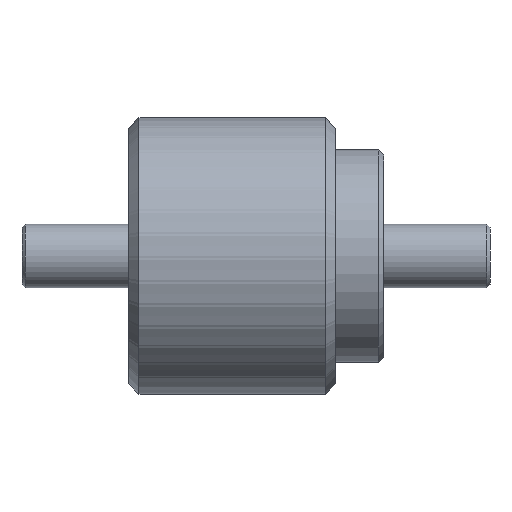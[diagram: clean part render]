
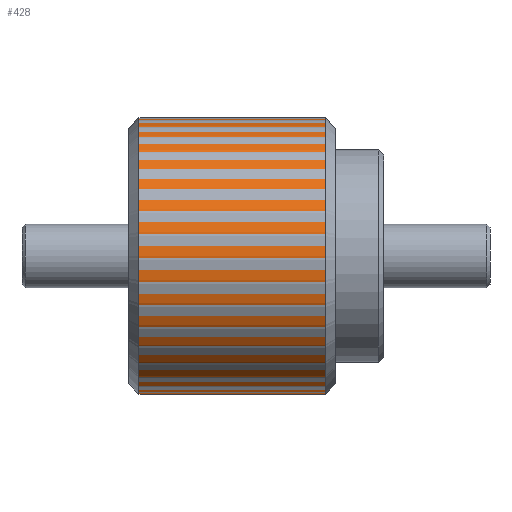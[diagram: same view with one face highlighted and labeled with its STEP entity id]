
A CAD part, front view. The second image highlights one B-rep face of the part: STEP entity #428.
In plain terms, the highlighted cylindrical face has radius 13 mm (diameter 26 mm), a full revolution.
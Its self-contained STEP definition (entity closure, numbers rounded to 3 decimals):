
#9 = CARTESIAN_POINT ( 'NONE',  ( 11., 0., 0. ) ) ;
#112 = EDGE_CURVE ( 'NONE', #4867, #4867, #3096, .T. ) ;
#120 = DIRECTION ( 'NONE',  ( -1., 0., 0. ) ) ;
#230 = DIRECTION ( 'NONE',  ( -1., 0., 0. ) ) ;
#428 = ADVANCED_FACE ( 'NONE', ( #4729, #3707 ), #1195, .T. ) ;
#430 = CARTESIAN_POINT ( 'NONE',  ( 11., 0., 13. ) ) ;
#437 = DIRECTION ( 'NONE',  ( 0., 0., 1. ) ) ;
#490 = DIRECTION ( 'NONE',  ( 0., 0., 1. ) ) ;
#560 = EDGE_LOOP ( 'NONE', ( #1363 ) ) ;
#595 = EDGE_CURVE ( 'NONE', #1349, #1349, #2064, .T. ) ;
#1195 = CYLINDRICAL_SURFACE ( 'NONE', #3849, 13. ) ;
#1261 = CARTESIAN_POINT ( 'NONE',  ( 28.5, 0., 13. ) ) ;
#1349 = VERTEX_POINT ( 'NONE', #430 ) ;
#1363 = ORIENTED_EDGE ( 'NONE', *, *, #595, .F. ) ;
#2064 = CIRCLE ( 'NONE', #4407, 13. ) ;
#2661 = CARTESIAN_POINT ( 'NONE',  ( 28.5, 0., 0. ) ) ;
#2971 = DIRECTION ( 'NONE',  ( -1., 0., 0. ) ) ;
#3096 = CIRCLE ( 'NONE', #5364, 13. ) ;
#3707 = FACE_OUTER_BOUND ( 'NONE', #4156, .T. ) ;
#3849 = AXIS2_PLACEMENT_3D ( 'NONE', #5374, #230, #4501 ) ;
#4156 = EDGE_LOOP ( 'NONE', ( #4977 ) ) ;
#4407 = AXIS2_PLACEMENT_3D ( 'NONE', #9, #2971, #437 ) ;
#4501 = DIRECTION ( 'NONE',  ( 0., 0., 1. ) ) ;
#4729 = FACE_OUTER_BOUND ( 'NONE', #560, .T. ) ;
#4867 = VERTEX_POINT ( 'NONE', #1261 ) ;
#4977 = ORIENTED_EDGE ( 'NONE', *, *, #112, .T. ) ;
#5364 = AXIS2_PLACEMENT_3D ( 'NONE', #2661, #120, #490 ) ;
#5374 = CARTESIAN_POINT ( 'NONE',  ( 34., 0., 0. ) ) ;
